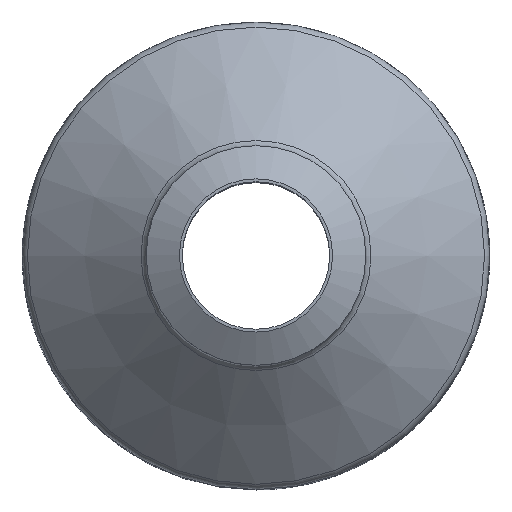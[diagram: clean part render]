
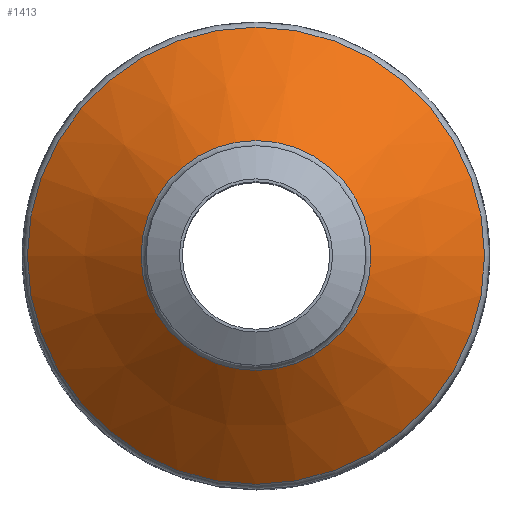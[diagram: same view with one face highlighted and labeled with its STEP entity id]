
A CAD part, top view. The second image highlights one B-rep face of the part: STEP entity #1413.
In plain terms, the highlighted conical face has half-angle 50.031 degrees and reference radius 79.212 mm.
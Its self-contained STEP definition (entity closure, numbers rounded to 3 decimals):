
#442=ORIENTED_EDGE('',*,*,#801,.T.);
#443=ORIENTED_EDGE('',*,*,#800,.F.);
#800=EDGE_CURVE('',#980,#980,#1120,.T.);
#801=EDGE_CURVE('',#981,#981,#1121,.T.);
#980=VERTEX_POINT('',#2126);
#981=VERTEX_POINT('',#2129);
#1120=CIRCLE('',#1547,79.212);
#1121=CIRCLE('',#1549,39.838);
#1160=EDGE_LOOP('',(#442));
#1161=EDGE_LOOP('',(#443));
#1290=FACE_BOUND('',#1160,.T.);
#1291=FACE_BOUND('',#1161,.T.);
#1398=CONICAL_SURFACE('',#1548,79.212,0.873);
#1413=ADVANCED_FACE('',(#1290,#1291),#1398,.T.);
#1547=AXIS2_PLACEMENT_3D('',#2125,#1726,#1727);
#1548=AXIS2_PLACEMENT_3D('',#2127,#1728,#1729);
#1549=AXIS2_PLACEMENT_3D('',#2128,#1730,#1731);
#1726=DIRECTION('',(0.,0.,-1.));
#1727=DIRECTION('',(-1.,0.,0.));
#1728=DIRECTION('',(0.,0.,-1.));
#1729=DIRECTION('',(-1.,0.,0.));
#1730=DIRECTION('',(0.,0.,-1.));
#1731=DIRECTION('',(-1.,0.,0.));
#2125=CARTESIAN_POINT('',(0.,0.,-52.501));
#2126=CARTESIAN_POINT('',(-79.212,0.,-52.501));
#2127=CARTESIAN_POINT('',(0.,0.,-52.501));
#2128=CARTESIAN_POINT('',(0.,0.,-19.499));
#2129=CARTESIAN_POINT('',(-39.838,0.,-19.499));
